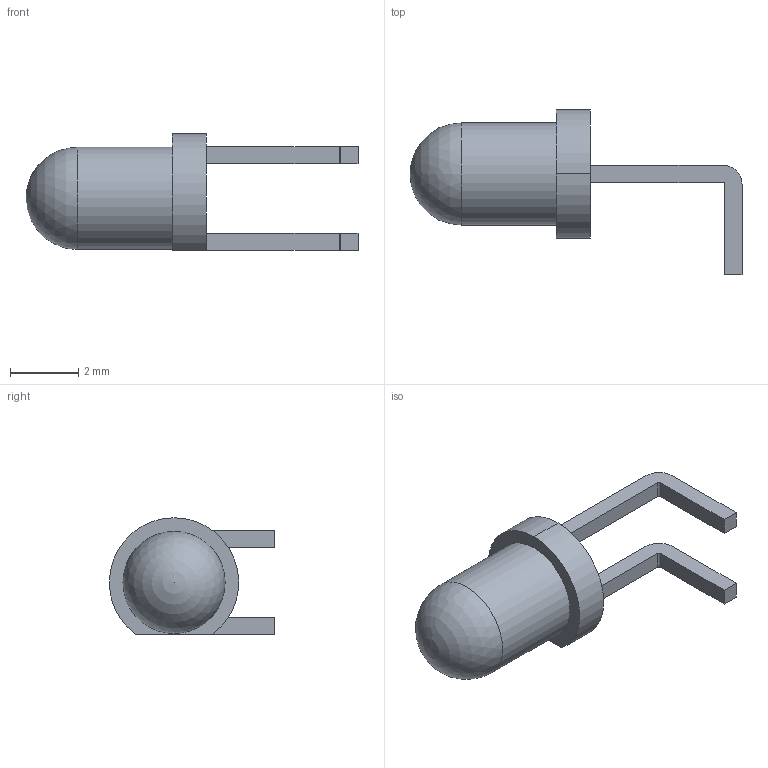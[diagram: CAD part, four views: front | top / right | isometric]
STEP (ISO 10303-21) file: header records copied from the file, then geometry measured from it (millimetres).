
FILE_DESCRIPTION(('HOOPS Exchange Step'),'2;1');
FILE_NAME('temp_export.step','2020-09-25T16:13:29-07:00',('mobile'),('Shapr3D Limited'),'HOOPS Exchange 2020.2','Shapr3D','Authorized');
FILE_SCHEMA( ('AP203_CONFIGURATION_CONTROLLED_3D_DESIGN_OF_MECHANICAL_PARTS_AND_ASSEMBLIES_MIM_LF') );
Length unit declared in the file: millimetre
Products named in the file (1): Imported 08
Bounding box: 9.75 x 4.85 x 3.42 mm (x, y, z)
Volume: 41.1 mm3; surface area: 94.8 mm2
Topology: 1 solids, 1 shells, 24 faces, 64 edges, 43 vertices
Faces by surface type: plane 16, cylinder 7, sphere 1
Full cylindrical faces by diameter (mm): 3 x1
Entity records: 784 total; most frequent: CARTESIAN_POINT 131, DIRECTION 130, ORIENTED_EDGE 126, EDGE_CURVE 63, VECTOR 46, LINE 46, VERTEX_POINT 43, AXIS2_PLACEMENT_3D 42
